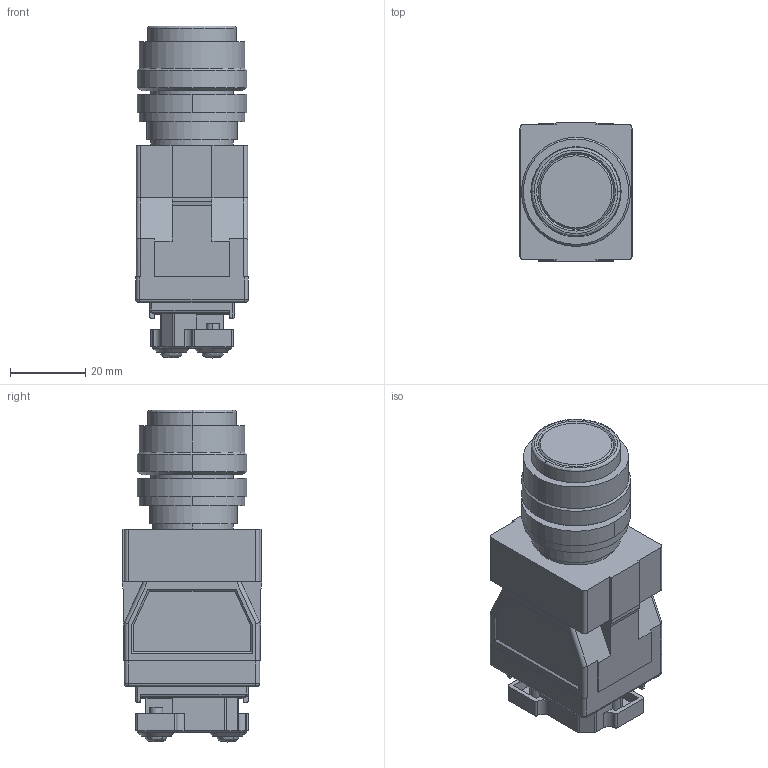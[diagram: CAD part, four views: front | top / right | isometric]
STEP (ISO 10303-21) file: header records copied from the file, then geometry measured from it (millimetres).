
FILE_DESCRIPTION (( 'STEP AP214' ), '1' );
FILE_NAME ('17_APW1(B)##6(D)D$.STEP', '2021-01-15T07:55:15', ( 'IDEC' ), ( 'IDEC' ), 'SwSTEP 2.0', 'SolidWorks 2019', '' );
FILE_SCHEMA (( 'AUTOMOTIVE_DESIGN' ));
Length unit declared in the file: millimetre
Products named in the file (6): TW-ADJUSTMENT-RING; TW-ROUND-FLUSH-LENS; HW-L#6; TW-RING; 17_APW1(B)##6(D)D$; TW-BODY
Assembly tree (5 placements, depth 2):
  17_APW1(B)##6(D)D$
    TW-BODY
    TW-ROUND-FLUSH-LENS
    TW-RING
    TW-ADJUSTMENT-RING
    HW-L#6
Bounding box: 29.8 x 37 x 88.25 mm (x, y, z)
Volume: 65645.9 mm3; surface area: 19119.1 mm2
Topology: 5 solids, 5 shells, 315 faces, 790 edges, 502 vertices
Faces by surface type: plane 165, cylinder 102, cone 32, bspline 12, sphere 4
Entity records: 9996 total; most frequent: CARTESIAN_POINT 2224, DIRECTION 1582, ORIENTED_EDGE 1576, EDGE_CURVE 788, AXIS2_PLACEMENT_3D 535, VECTOR 512, LINE 512, VERTEX_POINT 502
